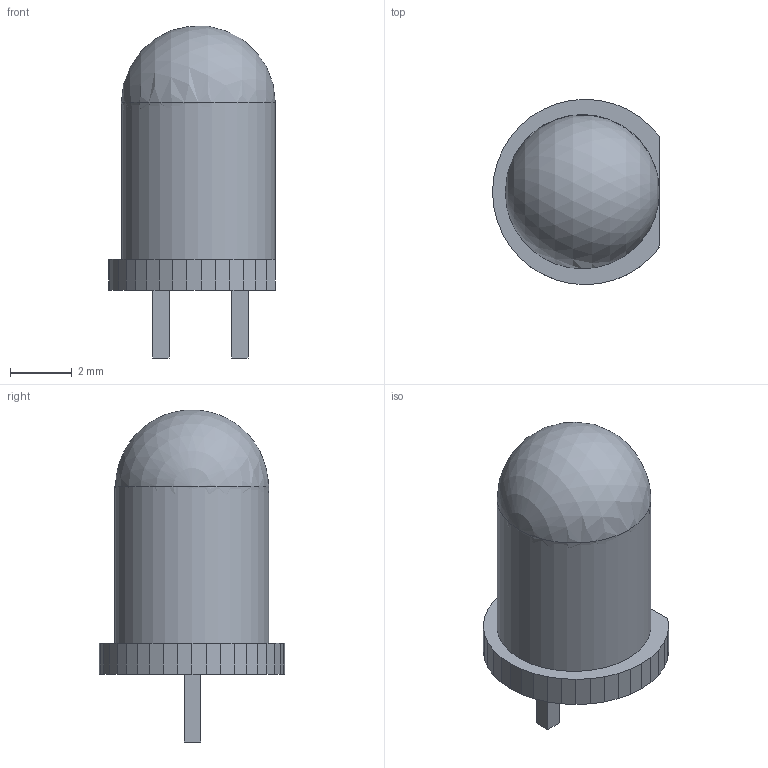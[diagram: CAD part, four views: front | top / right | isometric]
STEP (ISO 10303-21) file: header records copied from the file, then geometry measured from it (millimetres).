
FILE_DESCRIPTION(/* description */ (''),/* implementation_level */ '2;1');
FILE_NAME(/* name */ 'LED 5mm yellow.step',/* time_stamp */ '2019-04-05T09:07:08+02:00',/* author */ (''),/* organization */ (''),/* preprocessor_version */ 'ST-DEVELOPER v17.2',/* originating_system */ 'Autodesk Translation Framework v7.6.0.251',/* authorisation */ '');
FILE_SCHEMA (('AUTOMOTIVE_DESIGN { 1 0 10303 214 3 1 1 }'));
Length unit declared in the file: millimetre
Products named in the file (15): (Nicht gespeichert); User Library-LEDd5Y_Open CASCADE STEP translator 6.2 796; User Library-LEDd5Y_352707536; User Library-LEDd5Y_352699728; User Library-LEDd5Y_Extruded1; User Library-LEDd5Y_352699216; User Library-LEDd5Y_Extruded; User Library-LEDd5Y_352478640; User Library-LEDd5Y_Cylinder; User Library-LEDd5Y_352710736; User Library-LEDd5Y_Extruded4; User Library-LEDd5Y_352470464; User Library-LEDd5Y_Sphere; User Library-LEDd5Y_352707536 (1); User Library-LEDd5Y_Extruded3
Assembly tree (15 placements, depth 4):
  (Nicht gespeichert)
    User Library-LEDd5Y_Open CASCADE STEP translator 6.2 796
      User Library-LEDd5Y_352707536
        User Library-LEDd5Y_Extruded3
      User Library-LEDd5Y_352699728
        User Library-LEDd5Y_Extruded1
      User Library-LEDd5Y_352699216
        User Library-LEDd5Y_Extruded
      User Library-LEDd5Y_352478640
        User Library-LEDd5Y_Cylinder
      User Library-LEDd5Y_352710736
        User Library-LEDd5Y_Extruded4
      User Library-LEDd5Y_352470464
        User Library-LEDd5Y_Sphere
      User Library-LEDd5Y_352707536 (1)
        User Library-LEDd5Y_Extruded3
Bounding box: 5.42 x 6.02 x 10.78 mm (x, y, z)
Volume: 198.1 mm3; surface area: 311.7 mm2
Topology: 7 solids, 7 shells, 67 faces, 165 edges, 110 vertices
Faces by surface type: plane 65, cylinder 1, sphere 1
Full cylindrical faces by diameter (mm): 5 x1
Entity records: 2179 total; most frequent: CARTESIAN_POINT 350, DIRECTION 336, ORIENTED_EDGE 302, EDGE_CURVE 151, LINE 144, VECTOR 144, VERTEX_POINT 102, AXIS2_PLACEMENT_3D 96
